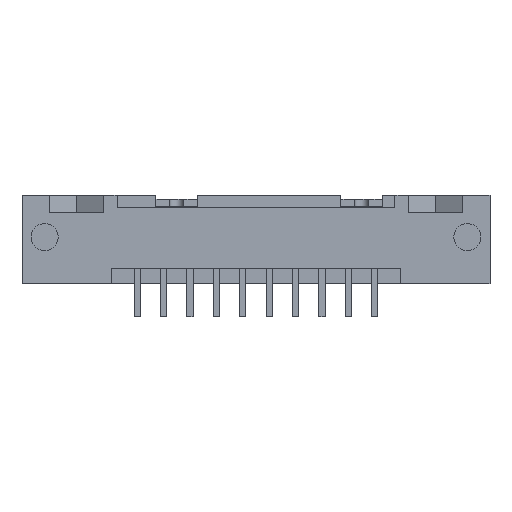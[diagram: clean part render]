
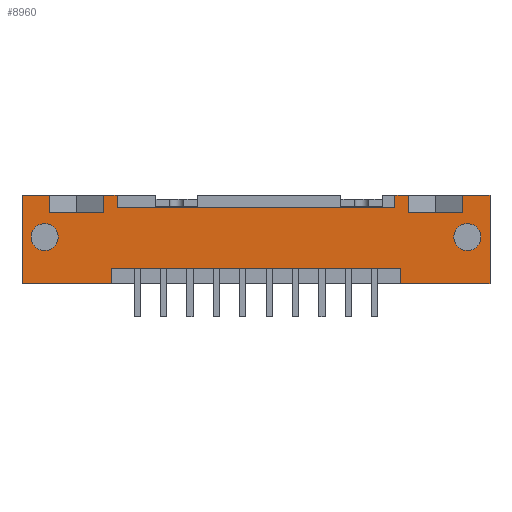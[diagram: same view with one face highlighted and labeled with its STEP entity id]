
A CAD part, front view. The second image highlights one B-rep face of the part: STEP entity #8960.
In plain terms, the highlighted planar face has unit normal (0, -1, 0).
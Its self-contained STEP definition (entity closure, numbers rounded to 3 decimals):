
#6348=CARTESIAN_POINT('',(-13.35,-2.324,7.3));
#6349=VERTEX_POINT('',#6348);
#6364=CARTESIAN_POINT('',(-13.35,-2.324,8.5));
#6365=VERTEX_POINT('',#6364);
#6372=CARTESIAN_POINT('',(-13.35,-2.324,7.9));
#6373=DIRECTION('',(0.0,0.0,-1.0));
#6374=VECTOR('',#6373,1.0);
#6375=LINE('',#6372,#6374);
#6376=EDGE_CURVE('n� 3076',#6365,#6349,#6375,.T.);
#6616=CARTESIAN_POINT('',(-14.67,-2.324,6.8));
#6617=VERTEX_POINT('',#6616);
#6618=CARTESIAN_POINT('',(-14.67,-2.324,8.5));
#6619=VERTEX_POINT('',#6618);
#6620=CARTESIAN_POINT('',(-14.67,-2.324,7.65));
#6621=DIRECTION('',(0.0,0.0,1.0));
#6622=VECTOR('',#6621,1.0);
#6623=LINE('',#6620,#6622);
#6624=EDGE_CURVE('n� 2824',#6617,#6619,#6623,.T.);
#6719=CARTESIAN_POINT('',(-19.87,-2.324,8.5));
#6720=VERTEX_POINT('',#6719);
#6727=CARTESIAN_POINT('',(-19.87,-2.324,6.8));
#6728=VERTEX_POINT('',#6727);
#6729=CARTESIAN_POINT('',(-19.87,-2.324,7.65));
#6730=DIRECTION('',(0.0,0.0,-1.0));
#6731=VECTOR('',#6730,1.0);
#6732=LINE('',#6729,#6731);
#6733=EDGE_CURVE('n� 2763',#6720,#6728,#6732,.T.);
#7651=CARTESIAN_POINT('',(13.35,-2.324,7.3));
#7652=VERTEX_POINT('',#7651);
#7661=CARTESIAN_POINT('',(0.,-2.324,7.3));
#7662=DIRECTION('',(-1.0,0.0,-0.0));
#7663=VECTOR('',#7662,1.0);
#7664=LINE('',#7661,#7663);
#7665=EDGE_CURVE('n� 894',#7652,#6349,#7664,.T.);
#7701=CARTESIAN_POINT('',(-22.5,-2.324,8.5));
#7702=VERTEX_POINT('',#7701);
#7709=CARTESIAN_POINT('',(0.,-2.324,8.5));
#7710=DIRECTION('',(-1.0,0.0,0.0));
#7711=VECTOR('',#7710,1.0);
#7712=LINE('',#7709,#7711);
#7713=EDGE_CURVE('n� 888',#6720,#7702,#7712,.T.);
#7719=CARTESIAN_POINT('',(0.,-2.324,8.5));
#7720=DIRECTION('',(-1.0,0.0,0.0));
#7721=VECTOR('',#7720,1.0);
#7722=LINE('',#7719,#7721);
#7723=EDGE_CURVE('n� 892',#6365,#6619,#7722,.T.);
#7736=CARTESIAN_POINT('',(-20.32,-2.324,5.77));
#7737=VERTEX_POINT('',#7736);
#7738=CARTESIAN_POINT('',(-20.32,-2.324,4.47));
#7739=DIRECTION('',(0.0,1.0,0.0));
#7740=DIRECTION('',(0.0,-0.0,1.0));
#7741=AXIS2_PLACEMENT_3D('',#7738,#7739,#7740);
#7742=CIRCLE('',#7741,1.3);
#7743=EDGE_CURVE('n� 883',#7737,#7737,#7742,.T.);
#7756=CARTESIAN_POINT('',(20.32,-2.324,5.77));
#7757=VERTEX_POINT('',#7756);
#7758=CARTESIAN_POINT('',(20.32,-2.324,4.47));
#7759=DIRECTION('',(0.0,1.0,0.0));
#7760=DIRECTION('',(0.0,-0.0,1.0));
#7761=AXIS2_PLACEMENT_3D('',#7758,#7759,#7760);
#7762=CIRCLE('',#7761,1.3);
#7763=EDGE_CURVE('n� 882',#7757,#7757,#7762,.T.);
#7895=CARTESIAN_POINT('',(-13.85,-2.324,1.48));
#7896=VERTEX_POINT('',#7895);
#7911=CARTESIAN_POINT('',(13.85,-2.324,1.48));
#7912=VERTEX_POINT('',#7911);
#7919=CARTESIAN_POINT('',(0.,-2.324,1.48));
#7920=DIRECTION('',(1.0,0.0,0.0));
#7921=VECTOR('',#7920,1.0);
#7922=LINE('',#7919,#7921);
#7923=EDGE_CURVE('n� 884',#7896,#7912,#7922,.T.);
#7954=CARTESIAN_POINT('',(14.67,-2.324,6.8));
#7955=VERTEX_POINT('',#7954);
#7962=CARTESIAN_POINT('',(19.87,-2.324,6.8));
#7963=VERTEX_POINT('',#7962);
#7964=CARTESIAN_POINT('',(0.,-2.324,6.8));
#7965=DIRECTION('',(-1.0,0.0,-0.0));
#7966=VECTOR('',#7965,1.0);
#7967=LINE('',#7964,#7966);
#7968=EDGE_CURVE('n� 898',#7963,#7955,#7967,.T.);
#8004=CARTESIAN_POINT('',(0.,-2.324,6.8));
#8005=DIRECTION('',(-1.0,0.0,-0.0));
#8006=VECTOR('',#8005,1.0);
#8007=LINE('',#8004,#8006);
#8008=EDGE_CURVE('n� 890',#6617,#6728,#8007,.T.);
#8425=CARTESIAN_POINT('',(13.35,-2.324,8.5));
#8426=VERTEX_POINT('',#8425);
#8435=CARTESIAN_POINT('',(13.35,-2.324,4.25));
#8436=DIRECTION('',(0.0,0.0,-1.0));
#8437=VECTOR('',#8436,1.0);
#8438=LINE('',#8435,#8437);
#8439=EDGE_CURVE('n� 895',#8426,#7652,#8438,.T.);
#8458=CARTESIAN_POINT('',(14.67,-2.324,8.5));
#8459=VERTEX_POINT('',#8458);
#8466=CARTESIAN_POINT('',(14.67,-2.324,4.25));
#8467=DIRECTION('',(0.0,0.0,1.0));
#8468=VECTOR('',#8467,1.0);
#8469=LINE('',#8466,#8468);
#8470=EDGE_CURVE('n� 897',#7955,#8459,#8469,.T.);
#8529=CARTESIAN_POINT('',(19.87,-2.324,8.5));
#8530=VERTEX_POINT('',#8529);
#8531=CARTESIAN_POINT('',(19.87,-2.324,4.25));
#8532=DIRECTION('',(0.0,0.0,-1.0));
#8533=VECTOR('',#8532,1.0);
#8534=LINE('',#8531,#8533);
#8535=EDGE_CURVE('n� 899',#8530,#7963,#8534,.T.);
#8647=CARTESIAN_POINT('',(-13.85,-2.324,0.0));
#8648=VERTEX_POINT('',#8647);
#8657=CARTESIAN_POINT('',(-13.85,-2.324,4.25));
#8658=DIRECTION('',(0.0,0.0,1.0));
#8659=VECTOR('',#8658,1.0);
#8660=LINE('',#8657,#8659);
#8661=EDGE_CURVE('n� 885',#8648,#7896,#8660,.T.);
#8680=CARTESIAN_POINT('',(-22.5,-2.324,-0.0));
#8681=VERTEX_POINT('',#8680);
#8688=CARTESIAN_POINT('',(-22.5,-2.324,4.25));
#8689=DIRECTION('',(0.0,0.0,-1.0));
#8690=VECTOR('',#8689,1.0);
#8691=LINE('',#8688,#8690);
#8692=EDGE_CURVE('n� 887',#7702,#8681,#8691,.T.);
#8860=CARTESIAN_POINT('',(22.5,-2.324,8.5));
#8861=VERTEX_POINT('',#8860);
#8870=CARTESIAN_POINT('',(22.5,-2.324,0.0));
#8871=VERTEX_POINT('',#8870);
#8872=CARTESIAN_POINT('',(22.5,-2.324,4.25));
#8873=DIRECTION('',(0.0,0.0,1.0));
#8874=VECTOR('',#8873,1.0);
#8875=LINE('',#8872,#8874);
#8876=EDGE_CURVE('n� 901',#8871,#8861,#8875,.T.);
#8900=ORIENTED_EDGE('',*,*,#7763,.T.);
#8901=EDGE_LOOP('',(#8900));
#8902=FACE_OUTER_BOUND('',#8901,.T.);
#8903=ORIENTED_EDGE('',*,*,#7743,.T.);
#8904=EDGE_LOOP('',(#8903));
#8905=FACE_BOUND('',#8904,.T.);
#8906=ORIENTED_EDGE('',*,*,#8661,.T.);
#8907=ORIENTED_EDGE('',*,*,#7923,.T.);
#8908=CARTESIAN_POINT('',(13.85,-2.324,-0.0));
#8909=VERTEX_POINT('',#8908);
#8910=CARTESIAN_POINT('',(13.85,-2.324,0.74));
#8911=DIRECTION('',(-0.0,0.0,1.0));
#8912=VECTOR('',#8911,1.0);
#8913=LINE('',#8910,#8912);
#8914=EDGE_CURVE('n� 861',#8909,#7912,#8913,.T.);
#8915=ORIENTED_EDGE('',*,*,#8914,.F.);
#8916=CARTESIAN_POINT('',(0.,-2.324,0.0));
#8917=DIRECTION('',(-1.0,0.0,-0.0));
#8918=VECTOR('',#8917,1.0);
#8919=LINE('',#8916,#8918);
#8920=EDGE_CURVE('n� 395',#8871,#8909,#8919,.T.);
#8921=ORIENTED_EDGE('',*,*,#8920,.F.);
#8922=ORIENTED_EDGE('',*,*,#8876,.T.);
#8923=CARTESIAN_POINT('',(0.,-2.324,8.5));
#8924=DIRECTION('',(1.0,0.0,0.0));
#8925=VECTOR('',#8924,1.0);
#8926=LINE('',#8923,#8925);
#8927=EDGE_CURVE('n� 489',#8530,#8861,#8926,.T.);
#8928=ORIENTED_EDGE('',*,*,#8927,.F.);
#8929=ORIENTED_EDGE('',*,*,#8535,.T.);
#8930=ORIENTED_EDGE('',*,*,#7968,.T.);
#8931=ORIENTED_EDGE('',*,*,#8470,.T.);
#8932=CARTESIAN_POINT('',(0.,-2.324,8.5));
#8933=DIRECTION('',(1.0,0.0,0.0));
#8934=VECTOR('',#8933,1.0);
#8935=LINE('',#8932,#8934);
#8936=EDGE_CURVE('n� 494',#8426,#8459,#8935,.T.);
#8937=ORIENTED_EDGE('',*,*,#8936,.F.);
#8938=ORIENTED_EDGE('',*,*,#8439,.T.);
#8939=ORIENTED_EDGE('',*,*,#7665,.T.);
#8940=ORIENTED_EDGE('',*,*,#6376,.F.);
#8941=ORIENTED_EDGE('',*,*,#7723,.T.);
#8942=ORIENTED_EDGE('',*,*,#6624,.F.);
#8943=ORIENTED_EDGE('',*,*,#8008,.T.);
#8944=ORIENTED_EDGE('',*,*,#6733,.F.);
#8945=ORIENTED_EDGE('',*,*,#7713,.T.);
#8946=ORIENTED_EDGE('',*,*,#8692,.T.);
#8947=CARTESIAN_POINT('',(0.,-2.324,0.0));
#8948=DIRECTION('',(-1.0,0.0,-0.0));
#8949=VECTOR('',#8948,1.0);
#8950=LINE('',#8947,#8949);
#8951=EDGE_CURVE('n� 405',#8648,#8681,#8950,.T.);
#8952=ORIENTED_EDGE('',*,*,#8951,.F.);
#8953=EDGE_LOOP('',(
    #8906,#8907,#8915,#8921,#8922,#8928,#8929,#8930,#8931,#8937,
    #8938,#8939,#8940,#8941,#8942,#8943,#8944,#8945,#8946,#8952));
#8954=FACE_BOUND('',#8953,.T.);
#8955=CARTESIAN_POINT('',(-22.5,-2.324,0.0));
#8956=DIRECTION('',(0.0,-1.0,0.0));
#8957=DIRECTION('',(1.0,0.0,0.0));
#8958=AXIS2_PLACEMENT_3D('',#8955,#8956,#8957);
#8959=PLANE('',#8958);
#8960=ADVANCED_FACE('n� 877',(#8902,#8905,#8954),#8959,.T.);
